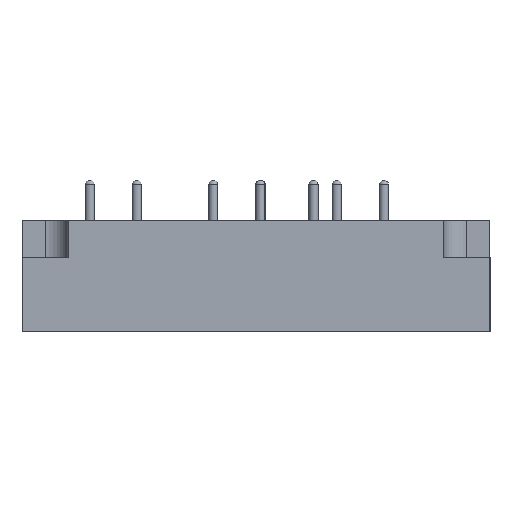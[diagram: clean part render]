
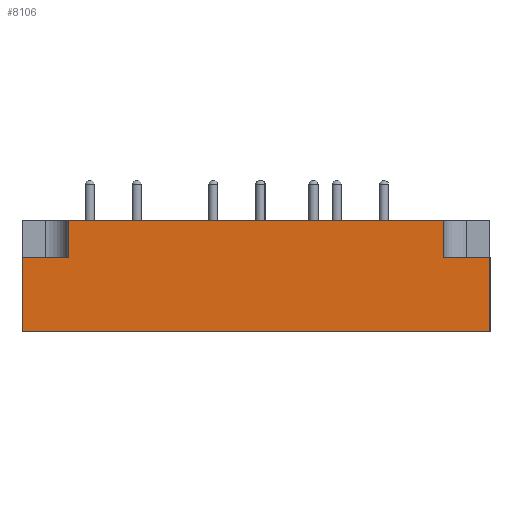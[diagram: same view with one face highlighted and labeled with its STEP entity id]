
A CAD part, left-side view. The second image highlights one B-rep face of the part: STEP entity #8106.
In plain terms, the highlighted planar face has unit normal (-1, 0, 0).
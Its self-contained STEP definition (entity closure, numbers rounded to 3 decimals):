
#969=ORIENTED_EDGE('',*,*,#2682,.T.);
#970=ORIENTED_EDGE('',*,*,#2393,.T.);
#971=ORIENTED_EDGE('',*,*,#2683,.F.);
#972=ORIENTED_EDGE('',*,*,#2684,.T.);
#973=ORIENTED_EDGE('',*,*,#2685,.T.);
#974=ORIENTED_EDGE('',*,*,#2686,.F.);
#975=ORIENTED_EDGE('',*,*,#2680,.F.);
#976=ORIENTED_EDGE('',*,*,#2687,.F.);
#2393=EDGE_CURVE('',#3260,#3259,#3857,.T.);
#2680=EDGE_CURVE('',#3543,#3544,#3887,.T.);
#2682=EDGE_CURVE('',#3545,#3260,#3889,.T.);
#2683=EDGE_CURVE('',#3546,#3259,#3890,.T.);
#2684=EDGE_CURVE('',#3546,#3547,#3891,.T.);
#2685=EDGE_CURVE('',#3547,#3548,#3892,.T.);
#2686=EDGE_CURVE('',#3544,#3548,#3893,.T.);
#2687=EDGE_CURVE('',#3545,#3543,#3894,.T.);
#3259=VERTEX_POINT('',#9816);
#3260=VERTEX_POINT('',#9818);
#3543=VERTEX_POINT('',#11303);
#3544=VERTEX_POINT('',#11305);
#3545=VERTEX_POINT('',#11309);
#3546=VERTEX_POINT('',#11311);
#3547=VERTEX_POINT('',#11313);
#3548=VERTEX_POINT('',#11315);
#3857=LINE('',#9817,#4167);
#3887=LINE('',#11304,#4197);
#3889=LINE('',#11308,#4199);
#3890=LINE('',#11310,#4200);
#3891=LINE('',#11312,#4201);
#3892=LINE('',#11314,#4202);
#3893=LINE('',#11316,#4203);
#3894=LINE('',#11317,#4204);
#4167=VECTOR('',#8815,1000.);
#4197=VECTOR('',#8879,1000.);
#4199=VECTOR('',#8883,1000.);
#4200=VECTOR('',#8884,1000.);
#4201=VECTOR('',#8885,1000.);
#4202=VECTOR('',#8886,1000.);
#4203=VECTOR('',#8887,1000.);
#4204=VECTOR('',#8888,1000.);
#4523=EDGE_LOOP('',(#969,#970,#971,#972,#973,#974,#975,#976));
#4967=FACE_BOUND('',#4523,.T.);
#5364=PLANE('',#8479);
#8106=ADVANCED_FACE('',(#4967),#5364,.T.);
#8479=AXIS2_PLACEMENT_3D('',#11307,#8881,#8882);
#8815=DIRECTION('',(0.,1.,0.));
#8879=DIRECTION('',(0.,0.,-1.));
#8881=DIRECTION('',(-1.,0.,0.));
#8882=DIRECTION('',(0.,-1.,0.));
#8883=DIRECTION('',(0.,0.,1.));
#8884=DIRECTION('',(0.,0.,1.));
#8885=DIRECTION('',(0.,1.,0.));
#8886=DIRECTION('',(0.,0.,-1.));
#8887=DIRECTION('',(0.,1.,0.));
#8888=DIRECTION('',(0.,-1.,0.));
#9816=CARTESIAN_POINT('',(-32.5,20.25,6.));
#9817=CARTESIAN_POINT('',(-32.5,-25.25,6.));
#9818=CARTESIAN_POINT('',(-32.5,-20.25,6.));
#11303=CARTESIAN_POINT('',(-32.5,-25.25,2.));
#11304=CARTESIAN_POINT('',(-32.5,-25.25,6.));
#11305=CARTESIAN_POINT('',(-32.5,-25.25,-6.));
#11307=CARTESIAN_POINT('',(-32.5,-25.25,6.));
#11308=CARTESIAN_POINT('',(-32.5,-20.25,2.));
#11309=CARTESIAN_POINT('',(-32.5,-20.25,2.));
#11310=CARTESIAN_POINT('',(-32.5,20.25,2.));
#11311=CARTESIAN_POINT('',(-32.5,20.25,2.));
#11312=CARTESIAN_POINT('',(-32.5,20.25,2.));
#11313=CARTESIAN_POINT('',(-32.5,25.25,2.));
#11314=CARTESIAN_POINT('',(-32.5,25.25,6.));
#11315=CARTESIAN_POINT('',(-32.5,25.25,-6.));
#11316=CARTESIAN_POINT('',(-32.5,-25.25,-6.));
#11317=CARTESIAN_POINT('',(-32.5,-20.25,2.));
